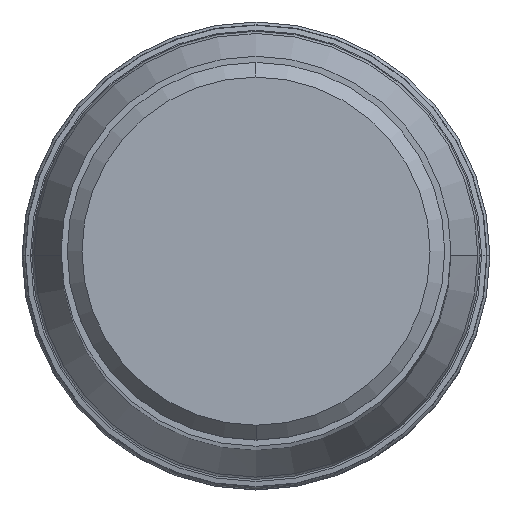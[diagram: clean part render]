
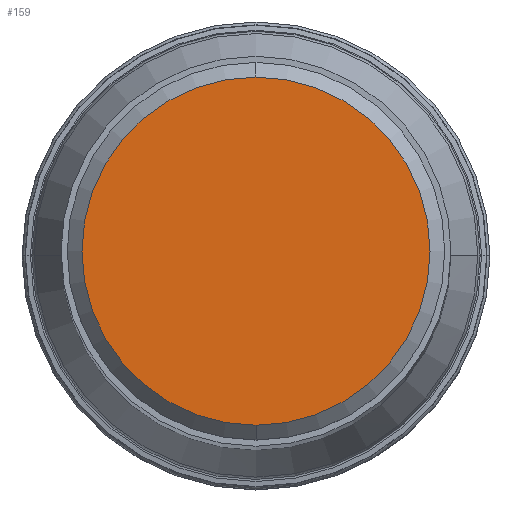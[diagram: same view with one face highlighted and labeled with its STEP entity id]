
A CAD part, top view. The second image highlights one B-rep face of the part: STEP entity #159.
In plain terms, the highlighted planar face has unit normal (0, 0, 1).
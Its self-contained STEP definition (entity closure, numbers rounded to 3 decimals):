
#29=PLANE('',#1235);
#159=ADVANCED_FACE('',(#228),#29,.F.);
#228=FACE_OUTER_BOUND('',#288,.T.);
#288=EDGE_LOOP('',(#516,#517));
#516=ORIENTED_EDGE('',*,*,#771,.F.);
#517=ORIENTED_EDGE('',*,*,#772,.F.);
#642=VERTEX_POINT('',#2523);
#643=VERTEX_POINT('',#2525);
#771=EDGE_CURVE('',#643,#642,#920,.T.);
#772=EDGE_CURVE('',#642,#643,#921,.T.);
#920=CIRCLE('',#1232,14.175);
#921=CIRCLE('',#1234,14.175);
#1232=AXIS2_PLACEMENT_3D('',#2526,#1545,#1546);
#1234=AXIS2_PLACEMENT_3D('',#2528,#1549,#1550);
#1235=AXIS2_PLACEMENT_3D('',#2529,#1551,#1552);
#1545=DIRECTION('',(0.,0.,-1.));
#1546=DIRECTION('',(0.,-1.,0.));
#1549=DIRECTION('',(0.,0.,-1.));
#1550=DIRECTION('',(0.,1.,0.));
#1551=DIRECTION('',(0.,0.,-1.));
#1552=DIRECTION('',(-1.,0.,0.));
#2523=CARTESIAN_POINT('',(0.,14.175,0.));
#2525=CARTESIAN_POINT('',(0.,-14.175,0.));
#2526=CARTESIAN_POINT('',(0.,0.,0.));
#2528=CARTESIAN_POINT('',(0.,0.,0.));
#2529=CARTESIAN_POINT('',(0.,0.,0.));
